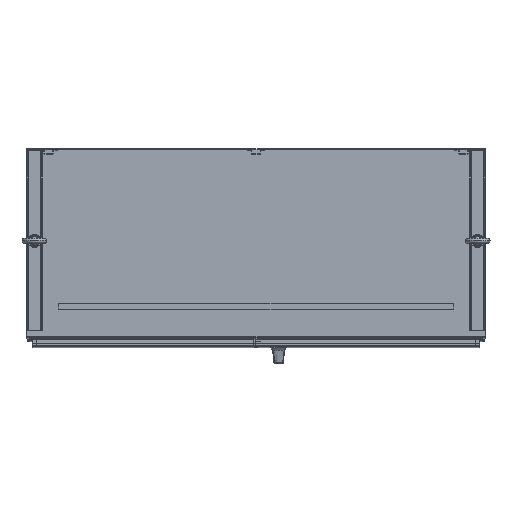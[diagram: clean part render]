
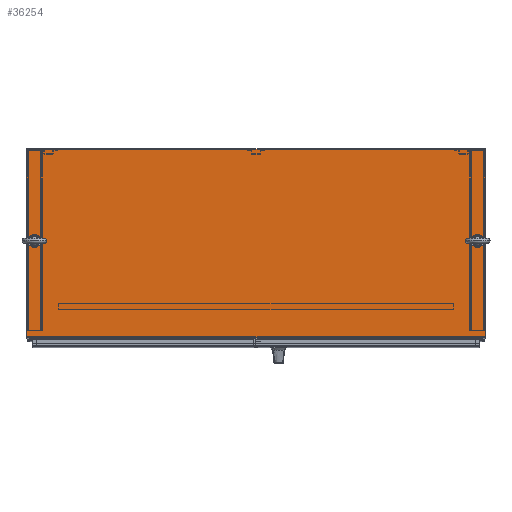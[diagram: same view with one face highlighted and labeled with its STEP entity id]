
A CAD part, top view. The second image highlights one B-rep face of the part: STEP entity #36254.
In plain terms, the highlighted planar face has unit normal (0, 0, 1).
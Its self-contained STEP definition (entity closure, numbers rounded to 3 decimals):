
#192 = VECTOR ( 'NONE', #7610, 39.37 ) ;
#1678 = ORIENTED_EDGE ( 'NONE', *, *, #5742, .T. ) ;
#4061 = LINE ( 'NONE', #99988, #33189 ) ;
#4426 = VECTOR ( 'NONE', #87923, 39.37 ) ;
#4456 = CARTESIAN_POINT ( 'NONE',  ( 29.312, -11.908, 36.063 ) ) ;
#5742 = EDGE_CURVE ( 'NONE', #58524, #84830, #43920, .T. ) ;
#7610 = DIRECTION ( 'NONE',  ( 0., -1., 0. ) ) ;
#9531 = DIRECTION ( 'NONE',  ( 1., 0., 0. ) ) ;
#9954 = VERTEX_POINT ( 'NONE', #50651 ) ;
#11220 = CARTESIAN_POINT ( 'NONE',  ( 29.937, 0.03, 36.063 ) ) ;
#16044 = EDGE_LOOP ( 'NONE', ( #40956, #51277 ) ) ;
#16885 = EDGE_LOOP ( 'NONE', ( #59850, #1678 ) ) ;
#17825 = EDGE_LOOP ( 'NONE', ( #61705, #19924, #49547, #36371 ) ) ;
#17891 = CARTESIAN_POINT ( 'NONE',  ( 28.937, -11.908, 36.063 ) ) ;
#18195 = DIRECTION ( 'NONE',  ( 1., 0., 0. ) ) ;
#19924 = ORIENTED_EDGE ( 'NONE', *, *, #37244, .F. ) ;
#20146 = DIRECTION ( 'NONE',  ( 1., 0., 0. ) ) ;
#20605 = EDGE_CURVE ( 'NONE', #24923, #63370, #48122, .T. ) ;
#21105 = CARTESIAN_POINT ( 'NONE',  ( -28.561, -11.908, 36.063 ) ) ;
#24643 = FACE_BOUND ( 'NONE', #16885, .T. ) ;
#24654 = DIRECTION ( 'NONE',  ( 0., 0., -1. ) ) ;
#24923 = VERTEX_POINT ( 'NONE', #91539 ) ;
#25707 = DIRECTION ( 'NONE',  ( 0., 0., 1. ) ) ;
#26210 = VECTOR ( 'NONE', #103363, 39.37 ) ;
#33189 = VECTOR ( 'NONE', #20146, 39.37 ) ;
#33267 = CIRCLE ( 'NONE', #65768, 0.375 ) ;
#33788 = CARTESIAN_POINT ( 'NONE',  ( 28.937, -11.908, 36.063 ) ) ;
#33929 = EDGE_CURVE ( 'NONE', #49613, #48460, #62072, .T. ) ;
#36254 = ADVANCED_FACE ( 'NONE', ( #49801, #57333, #24643 ), #89992, .T. ) ;
#36371 = ORIENTED_EDGE ( 'NONE', *, *, #75293, .T. ) ;
#36762 = CARTESIAN_POINT ( 'NONE',  ( -29.311, -11.908, 36.063 ) ) ;
#37244 = EDGE_CURVE ( 'NONE', #63370, #58560, #40201, .T. ) ;
#39909 = DIRECTION ( 'NONE',  ( 1., 0., 0. ) ) ;
#40201 = LINE ( 'NONE', #89486, #4426 ) ;
#40956 = ORIENTED_EDGE ( 'NONE', *, *, #33929, .T. ) ;
#42601 = AXIS2_PLACEMENT_3D ( 'NONE', #89375, #105969, #9531 ) ;
#43920 = CIRCLE ( 'NONE', #105463, 0.375 ) ;
#48122 = LINE ( 'NONE', #79764, #26210 ) ;
#48460 = VERTEX_POINT ( 'NONE', #36762 ) ;
#49547 = ORIENTED_EDGE ( 'NONE', *, *, #20605, .F. ) ;
#49613 = VERTEX_POINT ( 'NONE', #21105 ) ;
#49801 = FACE_BOUND ( 'NONE', #16044, .T. ) ;
#50651 = CARTESIAN_POINT ( 'NONE',  ( 29.937, -24.42, 36.063 ) ) ;
#50907 = DIRECTION ( 'NONE',  ( 0., 0., -1. ) ) ;
#51277 = ORIENTED_EDGE ( 'NONE', *, *, #68652, .T. ) ;
#52244 = AXIS2_PLACEMENT_3D ( 'NONE', #66957, #25707, #57865 ) ;
#54568 = CIRCLE ( 'NONE', #42601, 0.375 ) ;
#57333 = FACE_OUTER_BOUND ( 'NONE', #17825, .T. ) ;
#57865 = DIRECTION ( 'NONE',  ( 1., 0., 0. ) ) ;
#58524 = VERTEX_POINT ( 'NONE', #99627 ) ;
#58560 = VERTEX_POINT ( 'NONE', #11220 ) ;
#59850 = ORIENTED_EDGE ( 'NONE', *, *, #75517, .T. ) ;
#61705 = ORIENTED_EDGE ( 'NONE', *, *, #70862, .F. ) ;
#62072 = CIRCLE ( 'NONE', #80819, 0.375 ) ;
#63370 = VERTEX_POINT ( 'NONE', #94372 ) ;
#65768 = AXIS2_PLACEMENT_3D ( 'NONE', #17891, #97229, #39909 ) ;
#66474 = DIRECTION ( 'NONE',  ( 1., 0., 0. ) ) ;
#66957 = CARTESIAN_POINT ( 'NONE',  ( -29.936, -24.563, 36.063 ) ) ;
#68652 = EDGE_CURVE ( 'NONE', #48460, #49613, #54568, .T. ) ;
#70862 = EDGE_CURVE ( 'NONE', #58560, #9954, #77869, .T. ) ;
#75293 = EDGE_CURVE ( 'NONE', #24923, #9954, #4061, .T. ) ;
#75517 = EDGE_CURVE ( 'NONE', #84830, #58524, #33267, .T. ) ;
#77869 = LINE ( 'NONE', #80473, #192 ) ;
#79764 = CARTESIAN_POINT ( 'NONE',  ( -29.936, 0.03, 36.063 ) ) ;
#80473 = CARTESIAN_POINT ( 'NONE',  ( 29.937, -24.563, 36.063 ) ) ;
#80819 = AXIS2_PLACEMENT_3D ( 'NONE', #99638, #24654, #18195 ) ;
#84830 = VERTEX_POINT ( 'NONE', #4456 ) ;
#87923 = DIRECTION ( 'NONE',  ( 1., 0., 0. ) ) ;
#89375 = CARTESIAN_POINT ( 'NONE',  ( -28.936, -11.908, 36.063 ) ) ;
#89486 = CARTESIAN_POINT ( 'NONE',  ( 29.937, 0.03, 36.063 ) ) ;
#89992 = PLANE ( 'NONE',  #52244 ) ;
#91539 = CARTESIAN_POINT ( 'NONE',  ( -29.936, -24.42, 36.063 ) ) ;
#94372 = CARTESIAN_POINT ( 'NONE',  ( -29.936, 0.03, 36.063 ) ) ;
#97229 = DIRECTION ( 'NONE',  ( 0., 0., -1. ) ) ;
#99627 = CARTESIAN_POINT ( 'NONE',  ( 28.562, -11.908, 36.063 ) ) ;
#99638 = CARTESIAN_POINT ( 'NONE',  ( -28.936, -11.908, 36.063 ) ) ;
#99988 = CARTESIAN_POINT ( 'NONE',  ( -29.936, -24.42, 36.063 ) ) ;
#103363 = DIRECTION ( 'NONE',  ( 0., 1., 0. ) ) ;
#105463 = AXIS2_PLACEMENT_3D ( 'NONE', #33788, #50907, #66474 ) ;
#105969 = DIRECTION ( 'NONE',  ( 0., 0., -1. ) ) ;
